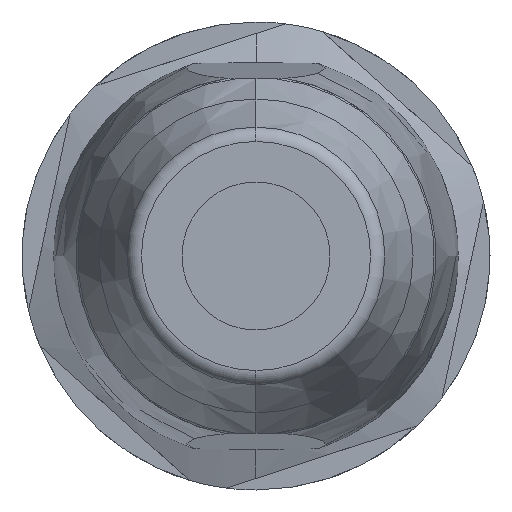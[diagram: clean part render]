
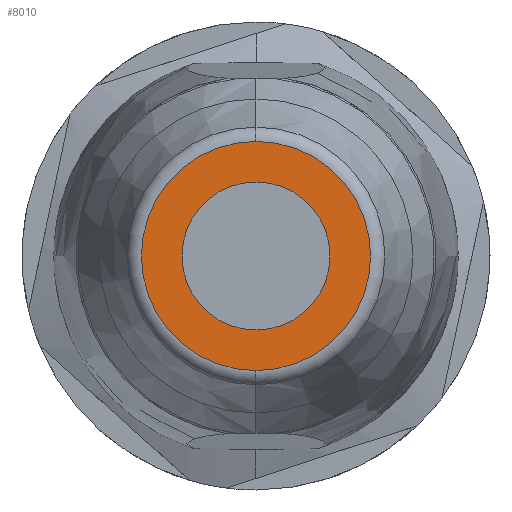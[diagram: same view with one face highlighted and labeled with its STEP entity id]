
A CAD part, left-side view. The second image highlights one B-rep face of the part: STEP entity #8010.
In plain terms, the highlighted planar face has unit normal (-1, 0, 0).
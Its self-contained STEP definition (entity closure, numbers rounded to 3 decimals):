
#7945=CARTESIAN_POINT('',(-44.75,0.,3.795));
#7946=VERTEX_POINT('',#7945);
#7954=CARTESIAN_POINT('',(-44.75,-0.,-3.795));
#7955=VERTEX_POINT('',#7954);
#7956=CARTESIAN_POINT('',(-44.75,0.,0.));
#7957=DIRECTION('',(1.,0.,-0.));
#7958=DIRECTION('',(-0.,0.,-1.));
#7959=AXIS2_PLACEMENT_3D('',#7956,#7957,#7958);
#7960=CIRCLE('',#7959,3.795);
#7961=EDGE_CURVE('',#7946,#7955,#7960,.T.);
#7975=CARTESIAN_POINT('',(-44.75,2.45,0.));
#7976=DIRECTION('',(1.,0.,0.));
#7977=DIRECTION('',(0.,0.,-1.));
#7978=AXIS2_PLACEMENT_3D('',#7975,#7976,#7977);
#7979=PLANE('',#7978);
#7980=ORIENTED_EDGE('',*,*,#7961,.F.);
#7981=CARTESIAN_POINT('',(-44.75,0.,0.));
#7982=DIRECTION('',(1.,0.,-0.));
#7983=DIRECTION('',(-0.,0.,-1.));
#7984=AXIS2_PLACEMENT_3D('',#7981,#7982,#7983);
#7985=CIRCLE('',#7984,3.795);
#7986=EDGE_CURVE('',#7955,#7946,#7985,.T.);
#7987=ORIENTED_EDGE('',*,*,#7986,.F.);
#7988=EDGE_LOOP('',(#7980,#7987));
#7989=FACE_BOUND('',#7988,.T.);
#7990=CARTESIAN_POINT('',(-44.75,-0.,-2.45));
#7991=VERTEX_POINT('',#7990);
#7992=CARTESIAN_POINT('',(-44.75,-0.,2.45));
#7993=VERTEX_POINT('',#7992);
#7994=CARTESIAN_POINT('',(-44.75,0.,0.));
#7995=DIRECTION('',(1.,0.,0.));
#7996=DIRECTION('',(0.,0.,-1.));
#7997=AXIS2_PLACEMENT_3D('',#7994,#7995,#7996);
#7998=CIRCLE('',#7997,2.45);
#7999=EDGE_CURVE('',#7991,#7993,#7998,.T.);
#8000=ORIENTED_EDGE('',*,*,#7999,.T.);
#8001=CARTESIAN_POINT('',(-44.75,0.,0.));
#8002=DIRECTION('',(1.,0.,0.));
#8003=DIRECTION('',(0.,0.,-1.));
#8004=AXIS2_PLACEMENT_3D('',#8001,#8002,#8003);
#8005=CIRCLE('',#8004,2.45);
#8006=EDGE_CURVE('',#7993,#7991,#8005,.T.);
#8007=ORIENTED_EDGE('',*,*,#8006,.T.);
#8008=EDGE_LOOP('',(#8000,#8007));
#8009=FACE_BOUND('',#8008,.T.);
#8010=ADVANCED_FACE('',(#7989,#8009),#7979,.F.);
